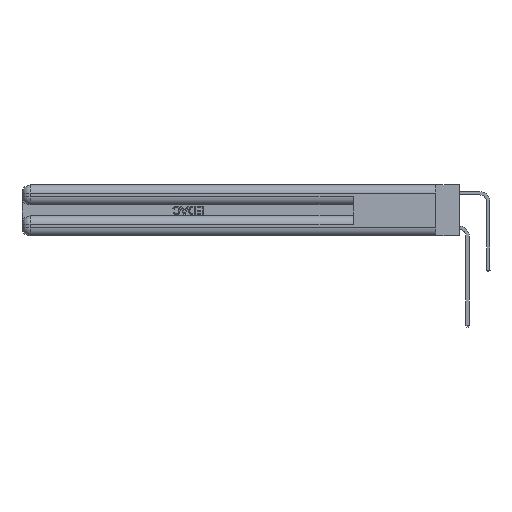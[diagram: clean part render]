
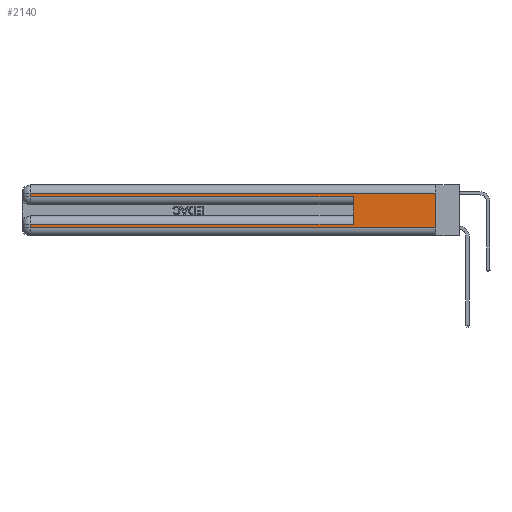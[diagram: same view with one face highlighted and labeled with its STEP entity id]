
A CAD part, left-side view. The second image highlights one B-rep face of the part: STEP entity #2140.
In plain terms, the highlighted planar face has unit normal (-1, 0, 0).
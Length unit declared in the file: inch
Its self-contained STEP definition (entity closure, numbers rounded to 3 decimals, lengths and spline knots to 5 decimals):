
#87 = EDGE_CURVE ( 'NONE', #17859, #32750, #5195, .T. ) ;
#156 = CARTESIAN_POINT ( 'NONE',  ( 0., 2.94, 0.085 ) ) ;
#1557 = VECTOR ( 'NONE', #33096, 39.37008 ) ;
#2140 = ADVANCED_FACE ( 'NONE', ( #28355 ), #25361, .F. ) ;
#2370 = DIRECTION ( 'NONE',  ( 0., 1., 0. ) ) ;
#3136 = EDGE_LOOP ( 'NONE', ( #26728, #7362, #34734, #25787, #4062, #30583, #36440, #8179 ) ) ;
#4062 = ORIENTED_EDGE ( 'NONE', *, *, #25655, .F. ) ;
#4088 = CARTESIAN_POINT ( 'NONE',  ( 0., 0., 0.31 ) ) ;
#4181 = CARTESIAN_POINT ( 'NONE',  ( 0., 2.94, 0.37 ) ) ;
#4854 = AXIS2_PLACEMENT_3D ( 'NONE', #20309, #31745, #34736 ) ;
#4952 = DIRECTION ( 'NONE',  ( 0., -1., 0. ) ) ;
#5195 = LINE ( 'NONE', #16644, #13057 ) ;
#5367 = EDGE_CURVE ( 'NONE', #22093, #21291, #34369, .T. ) ;
#6676 = VECTOR ( 'NONE', #13593, 39.37008 ) ;
#7362 = ORIENTED_EDGE ( 'NONE', *, *, #5367, .T. ) ;
#7492 = VECTOR ( 'NONE', #4952, 39.37008 ) ;
#8179 = ORIENTED_EDGE ( 'NONE', *, *, #10682, .T. ) ;
#8684 = CARTESIAN_POINT ( 'NONE',  ( 0., 0., 0.06 ) ) ;
#9096 = VERTEX_POINT ( 'NONE', #23151 ) ;
#10682 = EDGE_CURVE ( 'NONE', #9096, #29268, #34190, .T. ) ;
#10710 = VECTOR ( 'NONE', #32153, 39.37008 ) ;
#10940 = CARTESIAN_POINT ( 'NONE',  ( 0., 0., 0.31 ) ) ;
#13057 = VECTOR ( 'NONE', #2370, 39.37008 ) ;
#13074 = CARTESIAN_POINT ( 'NONE',  ( 0., 0.6, 0.285 ) ) ;
#13593 = DIRECTION ( 'NONE',  ( 0., 0., -1. ) ) ;
#14943 = LINE ( 'NONE', #4181, #17758 ) ;
#15634 = DIRECTION ( 'NONE',  ( 0., 0., -1. ) ) ;
#16644 = CARTESIAN_POINT ( 'NONE',  ( 0., 0., 0.085 ) ) ;
#16966 = CARTESIAN_POINT ( 'NONE',  ( 0., 2.94, 0.37 ) ) ;
#16981 = CARTESIAN_POINT ( 'NONE',  ( 0., 2.94, 0.285 ) ) ;
#17758 = VECTOR ( 'NONE', #15634, 39.37008 ) ;
#17859 = VERTEX_POINT ( 'NONE', #29238 ) ;
#19553 = EDGE_CURVE ( 'NONE', #32750, #9096, #31199, .T. ) ;
#20309 = CARTESIAN_POINT ( 'NONE',  ( 0., 0., 0.37 ) ) ;
#21291 = VERTEX_POINT ( 'NONE', #21826 ) ;
#21826 = CARTESIAN_POINT ( 'NONE',  ( 0., 2.94, 0.31 ) ) ;
#22093 = VERTEX_POINT ( 'NONE', #4088 ) ;
#22379 = DIRECTION ( 'NONE',  ( 0., 1., 0. ) ) ;
#22999 = VECTOR ( 'NONE', #26191, 39.37008 ) ;
#23151 = CARTESIAN_POINT ( 'NONE',  ( 0., 2.94, 0.06 ) ) ;
#23562 = LINE ( 'NONE', #28825, #22999 ) ;
#23706 = LINE ( 'NONE', #31973, #10710 ) ;
#23784 = EDGE_CURVE ( 'NONE', #30482, #23916, #23562, .T. ) ;
#23916 = VERTEX_POINT ( 'NONE', #13074 ) ;
#24452 = LINE ( 'NONE', #35898, #1557 ) ;
#25361 = PLANE ( 'NONE',  #4854 ) ;
#25655 = EDGE_CURVE ( 'NONE', #17859, #23916, #24452, .T. ) ;
#25787 = ORIENTED_EDGE ( 'NONE', *, *, #23784, .T. ) ;
#26191 = DIRECTION ( 'NONE',  ( 0., -1., 0. ) ) ;
#26646 = CARTESIAN_POINT ( 'NONE',  ( 0., 0., 0.06 ) ) ;
#26728 = ORIENTED_EDGE ( 'NONE', *, *, #36239, .F. ) ;
#28355 = FACE_OUTER_BOUND ( 'NONE', #3136, .T. ) ;
#28724 = EDGE_CURVE ( 'NONE', #21291, #30482, #14943, .T. ) ;
#28825 = CARTESIAN_POINT ( 'NONE',  ( 0., 0., 0.285 ) ) ;
#29238 = CARTESIAN_POINT ( 'NONE',  ( 0., 0.6, 0.085 ) ) ;
#29268 = VERTEX_POINT ( 'NONE', #26646 ) ;
#30482 = VERTEX_POINT ( 'NONE', #16981 ) ;
#30583 = ORIENTED_EDGE ( 'NONE', *, *, #87, .T. ) ;
#31199 = LINE ( 'NONE', #16966, #6676 ) ;
#31745 = DIRECTION ( 'NONE',  ( 1., 0., 0. ) ) ;
#31973 = CARTESIAN_POINT ( 'NONE',  ( 0., 0., 0.37 ) ) ;
#32153 = DIRECTION ( 'NONE',  ( 0., 0., -1. ) ) ;
#32691 = VECTOR ( 'NONE', #22379, 39.37008 ) ;
#32750 = VERTEX_POINT ( 'NONE', #156 ) ;
#33096 = DIRECTION ( 'NONE',  ( 0., 0., 1. ) ) ;
#34190 = LINE ( 'NONE', #8684, #7492 ) ;
#34369 = LINE ( 'NONE', #10940, #32691 ) ;
#34734 = ORIENTED_EDGE ( 'NONE', *, *, #28724, .T. ) ;
#34736 = DIRECTION ( 'NONE',  ( 0., 0., -1. ) ) ;
#35898 = CARTESIAN_POINT ( 'NONE',  ( 0., 0.6, 0.145 ) ) ;
#36239 = EDGE_CURVE ( 'NONE', #22093, #29268, #23706, .T. ) ;
#36440 = ORIENTED_EDGE ( 'NONE', *, *, #19553, .T. ) ;
